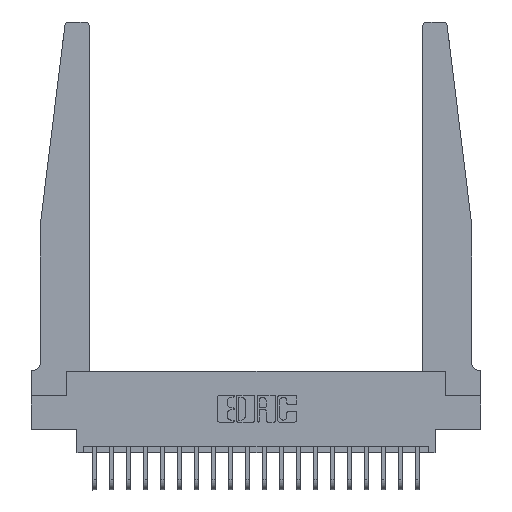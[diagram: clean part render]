
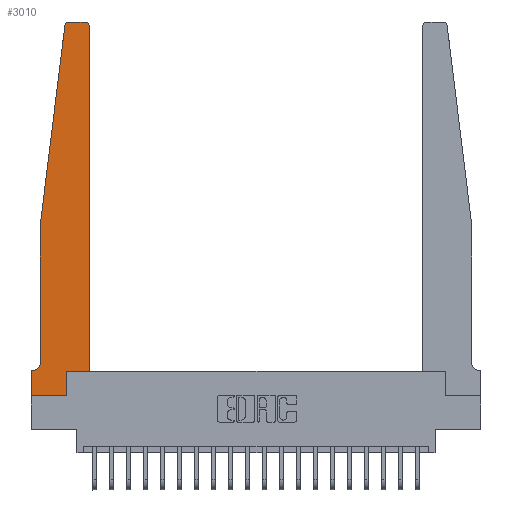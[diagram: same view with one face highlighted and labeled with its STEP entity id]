
A CAD part, top view. The second image highlights one B-rep face of the part: STEP entity #3010.
In plain terms, the highlighted planar face has unit normal (0, 0, 1).
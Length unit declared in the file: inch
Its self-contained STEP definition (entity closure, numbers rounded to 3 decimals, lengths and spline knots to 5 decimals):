
#273 = AXIS2_PLACEMENT_3D ( 'NONE', #17882, #1822, #9312 ) ;
#282 = VECTOR ( 'NONE', #3151, 39.37008 ) ;
#766 = CARTESIAN_POINT ( 'NONE',  ( 0., 0., 0.37 ) ) ;
#1214 = VERTEX_POINT ( 'NONE', #1950 ) ;
#1822 = DIRECTION ( 'NONE',  ( 0., 0., 1. ) ) ;
#1950 = CARTESIAN_POINT ( 'NONE',  ( 0.065, 0.2375, 0.37 ) ) ;
#3004 = AXIS2_PLACEMENT_3D ( 'NONE', #9221, #12973, #9681 ) ;
#3010 = ADVANCED_FACE ( 'NONE', ( #11268 ), #11707, .T. ) ;
#3151 = DIRECTION ( 'NONE',  ( 1., 0., 0. ) ) ;
#3488 = DIRECTION ( 'NONE',  ( 0., 1., 0. ) ) ;
#3596 = ORIENTED_EDGE ( 'NONE', *, *, #20342, .T. ) ;
#4085 = EDGE_CURVE ( 'NONE', #16283, #12959, #8961, .T. ) ;
#4091 = VERTEX_POINT ( 'NONE', #7096 ) ;
#4117 = LINE ( 'NONE', #14835, #10357 ) ;
#4564 = DIRECTION ( 'NONE',  ( 0., -1., 0. ) ) ;
#5901 = ORIENTED_EDGE ( 'NONE', *, *, #16848, .T. ) ;
#5956 = DIRECTION ( 'NONE',  ( -0.122, -0.992, 0. ) ) ;
#6284 = CARTESIAN_POINT ( 'NONE',  ( 0., 0., 0.37 ) ) ;
#6323 = CARTESIAN_POINT ( 'NONE',  ( 0.25, 2.75, 0.37 ) ) ;
#6469 = DIRECTION ( 'NONE',  ( -1., 0., 0. ) ) ;
#6862 = DIRECTION ( 'NONE',  ( 0., 1., 0. ) ) ;
#6951 = DIRECTION ( 'NONE',  ( -1., 0., 0. ) ) ;
#7096 = CARTESIAN_POINT ( 'NONE',  ( 0.065, 1.25, 0.37 ) ) ;
#7141 = VERTEX_POINT ( 'NONE', #14740 ) ;
#7174 = VECTOR ( 'NONE', #23090, 39.37008 ) ;
#7233 = EDGE_CURVE ( 'NONE', #4091, #1214, #13768, .T. ) ;
#8039 = CARTESIAN_POINT ( 'NONE',  ( 0.425, 0.18, 0.37 ) ) ;
#8742 = ORIENTED_EDGE ( 'NONE', *, *, #19996, .T. ) ;
#8961 = LINE ( 'NONE', #14108, #12752 ) ;
#9221 = CARTESIAN_POINT ( 'NONE',  ( 0.395, 2.72, 0.37 ) ) ;
#9312 = DIRECTION ( 'NONE',  ( 1., 0., 0. ) ) ;
#9358 = CIRCLE ( 'NONE', #3004, 0.03 ) ;
#9579 = CIRCLE ( 'NONE', #12565, 0.05 ) ;
#9613 = VERTEX_POINT ( 'NONE', #766 ) ;
#9681 = DIRECTION ( 'NONE',  ( 1., 0., 0. ) ) ;
#9693 = VECTOR ( 'NONE', #18865, 39.37008 ) ;
#9841 = CARTESIAN_POINT ( 'NONE',  ( 0., 0.1875, 0.37 ) ) ;
#10349 = LINE ( 'NONE', #17852, #22132 ) ;
#10357 = VECTOR ( 'NONE', #5956, 39.37008 ) ;
#10513 = ORIENTED_EDGE ( 'NONE', *, *, #20949, .T. ) ;
#11268 = FACE_OUTER_BOUND ( 'NONE', #15783, .T. ) ;
#11707 = PLANE ( 'NONE',  #20979 ) ;
#11746 = VERTEX_POINT ( 'NONE', #15559 ) ;
#11884 = CARTESIAN_POINT ( 'NONE',  ( 0.065, 1.25, 0.37 ) ) ;
#11914 = LINE ( 'NONE', #6323, #9693 ) ;
#11931 = CARTESIAN_POINT ( 'NONE',  ( 0.2605, 0., 0.37 ) ) ;
#12067 = LINE ( 'NONE', #19245, #17221 ) ;
#12439 = VERTEX_POINT ( 'NONE', #13295 ) ;
#12440 = ORIENTED_EDGE ( 'NONE', *, *, #4085, .T. ) ;
#12565 = AXIS2_PLACEMENT_3D ( 'NONE', #19869, #17863, #6951 ) ;
#12752 = VECTOR ( 'NONE', #6862, 39.37008 ) ;
#12757 = EDGE_CURVE ( 'NONE', #1214, #11746, #9579, .T. ) ;
#12959 = VERTEX_POINT ( 'NONE', #17707 ) ;
#12973 = DIRECTION ( 'NONE',  ( 0., 0., 1. ) ) ;
#13217 = ORIENTED_EDGE ( 'NONE', *, *, #7233, .T. ) ;
#13295 = CARTESIAN_POINT ( 'NONE',  ( 0.425, 2.72, 0.37 ) ) ;
#13356 = EDGE_CURVE ( 'NONE', #9613, #16283, #21734, .T. ) ;
#13768 = LINE ( 'NONE', #11884, #22018 ) ;
#14053 = LINE ( 'NONE', #17361, #7174 ) ;
#14108 = CARTESIAN_POINT ( 'NONE',  ( 0.2605, 0.18, 0.37 ) ) ;
#14284 = ORIENTED_EDGE ( 'NONE', *, *, #22074, .T. ) ;
#14740 = CARTESIAN_POINT ( 'NONE',  ( 0.24675, 2.72367, 0.37 ) ) ;
#14835 = CARTESIAN_POINT ( 'NONE',  ( 0.065, 1.25, 0.37 ) ) ;
#15035 = ORIENTED_EDGE ( 'NONE', *, *, #13356, .T. ) ;
#15536 = DIRECTION ( 'NONE',  ( 0., -1., 0. ) ) ;
#15559 = CARTESIAN_POINT ( 'NONE',  ( 0.015, 0.1875, 0.37 ) ) ;
#15600 = VECTOR ( 'NONE', #4564, 39.37008 ) ;
#15783 = EDGE_LOOP ( 'NONE', ( #8742, #20540, #5901, #13217, #17340, #10513, #22850, #15035, #12440, #21540, #14284, #3596 ) ) ;
#15880 = CARTESIAN_POINT ( 'NONE',  ( 0.395, 2.75, 0.37 ) ) ;
#16124 = CARTESIAN_POINT ( 'NONE',  ( 0., 0., 0.37 ) ) ;
#16283 = VERTEX_POINT ( 'NONE', #11931 ) ;
#16848 = EDGE_CURVE ( 'NONE', #7141, #4091, #4117, .T. ) ;
#16903 = DIRECTION ( 'NONE',  ( 0., 0., 1. ) ) ;
#17086 = EDGE_CURVE ( 'NONE', #18673, #9613, #22334, .T. ) ;
#17221 = VECTOR ( 'NONE', #6469, 39.37008 ) ;
#17340 = ORIENTED_EDGE ( 'NONE', *, *, #12757, .T. ) ;
#17361 = CARTESIAN_POINT ( 'NONE',  ( 0.425, 0.18, 0.37 ) ) ;
#17552 = VERTEX_POINT ( 'NONE', #15880 ) ;
#17707 = CARTESIAN_POINT ( 'NONE',  ( 0.2605, 0.18, 0.37 ) ) ;
#17739 = EDGE_CURVE ( 'NONE', #18056, #7141, #20498, .T. ) ;
#17852 = CARTESIAN_POINT ( 'NONE',  ( 0.425, 0.18, 0.37 ) ) ;
#17863 = DIRECTION ( 'NONE',  ( 0., 0., -1. ) ) ;
#17882 = CARTESIAN_POINT ( 'NONE',  ( 0.27653, 2.72, 0.37 ) ) ;
#18056 = VERTEX_POINT ( 'NONE', #22653 ) ;
#18673 = VERTEX_POINT ( 'NONE', #22156 ) ;
#18865 = DIRECTION ( 'NONE',  ( -1., 0., 0. ) ) ;
#18880 = DIRECTION ( 'NONE',  ( 1., 0., 0. ) ) ;
#19245 = CARTESIAN_POINT ( 'NONE',  ( 0.065, 0.1875, 0.37 ) ) ;
#19869 = CARTESIAN_POINT ( 'NONE',  ( 0.015, 0.2375, 0.37 ) ) ;
#19996 = EDGE_CURVE ( 'NONE', #17552, #18056, #11914, .T. ) ;
#20342 = EDGE_CURVE ( 'NONE', #12439, #17552, #9358, .T. ) ;
#20456 = VERTEX_POINT ( 'NONE', #8039 ) ;
#20498 = CIRCLE ( 'NONE', #273, 0.03 ) ;
#20540 = ORIENTED_EDGE ( 'NONE', *, *, #17739, .T. ) ;
#20949 = EDGE_CURVE ( 'NONE', #11746, #18673, #12067, .T. ) ;
#20979 = AXIS2_PLACEMENT_3D ( 'NONE', #9841, #16903, #18880 ) ;
#21540 = ORIENTED_EDGE ( 'NONE', *, *, #22363, .T. ) ;
#21734 = LINE ( 'NONE', #16124, #282 ) ;
#22018 = VECTOR ( 'NONE', #15536, 39.37008 ) ;
#22074 = EDGE_CURVE ( 'NONE', #20456, #12439, #10349, .T. ) ;
#22132 = VECTOR ( 'NONE', #3488, 39.37008 ) ;
#22156 = CARTESIAN_POINT ( 'NONE',  ( 0., 0.1875, 0.37 ) ) ;
#22334 = LINE ( 'NONE', #6284, #15600 ) ;
#22363 = EDGE_CURVE ( 'NONE', #12959, #20456, #14053, .T. ) ;
#22653 = CARTESIAN_POINT ( 'NONE',  ( 0.27653, 2.75, 0.37 ) ) ;
#22850 = ORIENTED_EDGE ( 'NONE', *, *, #17086, .T. ) ;
#23090 = DIRECTION ( 'NONE',  ( 1., 0., 0. ) ) ;
